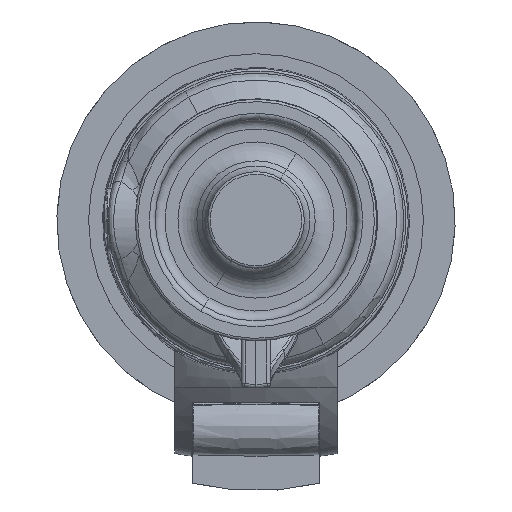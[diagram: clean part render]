
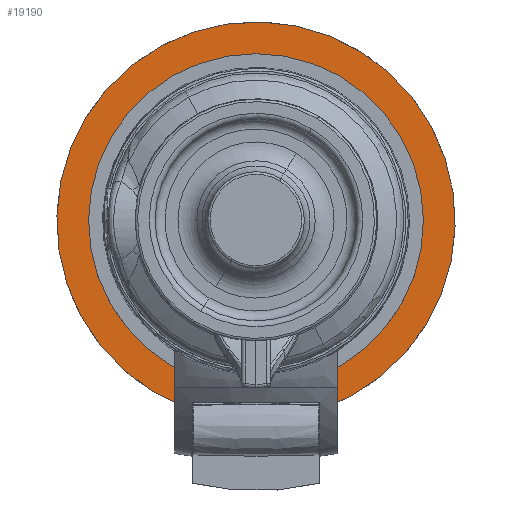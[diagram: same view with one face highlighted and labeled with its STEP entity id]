
A CAD part, top view. The second image highlights one B-rep face of the part: STEP entity #19190.
In plain terms, the highlighted planar face has unit normal (0, 0, 1).
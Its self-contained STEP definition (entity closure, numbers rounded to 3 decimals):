
#4411=CARTESIAN_POINT('',(6.545,-33.364,
-33.011));
#4455=CARTESIAN_POINT('',(0.,0.,-33.011));
#4456=DIRECTION('',(0.,0.,-1.));
#4457=DIRECTION('',(-0.192,-0.981,0.));
#4458=AXIS2_PLACEMENT_3D('',#4455,#4456,#4457);
#4499=CARTESIAN_POINT('',(-6.545,-33.364,
-33.011));
#5850=DIRECTION('',(0.,-1.,0.));
#5851=VECTOR('',#5850,1.426);
#5852=CARTESIAN_POINT('',(-6.545,-33.364,
-33.011));
#5853=LINE('',#5852,#5851);
#5854=CARTESIAN_POINT('',(0.,0.,-33.011));
#5855=DIRECTION('',(0.,0.,1.));
#5856=DIRECTION('',(-0.185,-0.983,0.));
#5857=AXIS2_PLACEMENT_3D('',#5854,#5855,#5856);
#5859=DIRECTION('',(0.,-1.,0.));
#5860=VECTOR('',#5859,1.426);
#5861=CARTESIAN_POINT('',(6.545,-33.364,
-33.011));
#5862=LINE('',#5861,#5860);
#6063=CARTESIAN_POINT('',(0.,0.,-33.011));
#6064=DIRECTION('',(0.,0.,1.));
#6065=DIRECTION('',(-0.475,0.88,0.));
#6066=AXIS2_PLACEMENT_3D('',#6063,#6064,#6065);
#6624=CARTESIAN_POINT('',(0.,0.,-33.011));
#6625=DIRECTION('',(0.,0.,1.));
#6626=DIRECTION('',(0.475,-0.88,0.));
#6627=AXIS2_PLACEMENT_3D('',#6624,#6625,#6626);
#8810=CARTESIAN_POINT('',(-19.203,35.601,
-33.011));
#8811=CARTESIAN_POINT('',(19.203,-35.601,
-33.011));
#8812=VERTEX_POINT('',#8810);
#8813=VERTEX_POINT('',#8811);
#9117=CARTESIAN_POINT('',(-6.545,-34.79,
-33.011));
#9118=CARTESIAN_POINT('',(6.545,-34.79,
-33.011));
#9119=VERTEX_POINT('',#9117);
#9120=VERTEX_POINT('',#9118);
#9457=VERTEX_POINT('',#4411);
#9461=VERTEX_POINT('',#4499);
#19173=CARTESIAN_POINT('',(19.203,-35.601,
-33.011));
#19174=DIRECTION('',(0.,0.,-1.));
#19175=DIRECTION('',(-0.88,-0.475,0.));
#19176=AXIS2_PLACEMENT_3D('',#19173,#19174,#19175);
#19177=PLANE('',#19176);
#19179=ORIENTED_EDGE('',*,*,#19178,.F.);
#19181=ORIENTED_EDGE('',*,*,#19180,.F.);
#19182=EDGE_LOOP('',(#19179,#19181));
#19183=FACE_OUTER_BOUND('',#19182,.F.);
#19184=ORIENTED_EDGE('',*,*,#17341,.F.);
#19185=ORIENTED_EDGE('',*,*,#17371,.T.);
#19186=ORIENTED_EDGE('',*,*,#19165,.T.);
#19187=ORIENTED_EDGE('',*,*,#17311,.F.);
#19188=EDGE_LOOP('',(#19184,#19185,#19186,#19187));
#19189=FACE_BOUND('',#19188,.F.);
#19190=ADVANCED_FACE('',(#19183,#19189),#19177,.F.);
#4459=CIRCLE('',#4458,34.);
#5858=CIRCLE('',#5857,35.4);
#6067=CIRCLE('',#6066,40.45);
#6628=CIRCLE('',#6627,40.45);
#17311=EDGE_CURVE('',#9457,#9120,#5862,.T.);
#17341=EDGE_CURVE('',#9461,#9457,#4459,.T.);
#17371=EDGE_CURVE('',#9461,#9119,#5853,.T.);
#19165=EDGE_CURVE('',#9119,#9120,#5858,.T.);
#19178=EDGE_CURVE('',#8812,#8813,#6067,.T.);
#19180=EDGE_CURVE('',#8813,#8812,#6628,.T.);
